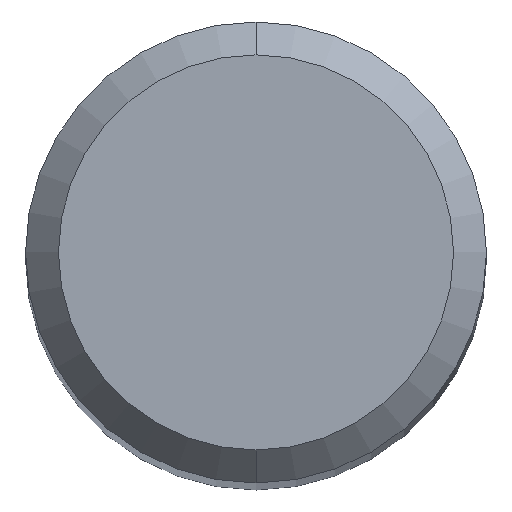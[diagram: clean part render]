
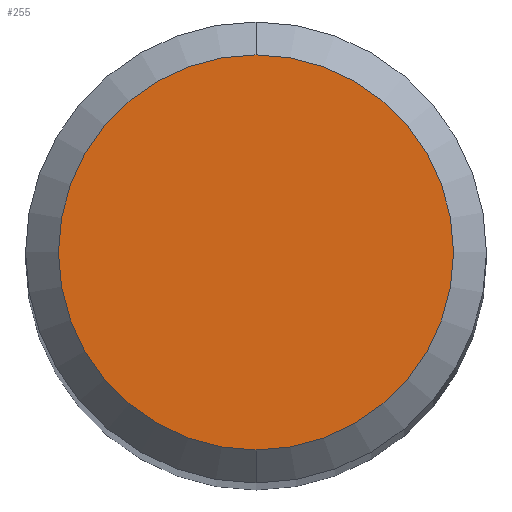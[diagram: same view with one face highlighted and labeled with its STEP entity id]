
A CAD part, top view. The second image highlights one B-rep face of the part: STEP entity #255.
In plain terms, the highlighted planar face has unit normal (0, 0, 1).
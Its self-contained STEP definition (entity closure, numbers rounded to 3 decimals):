
#255=ADVANCED_FACE('',(#646),#647,.T.);
#269=EDGE_CURVE('',#331,#439,#661,.T.);
#331=VERTEX_POINT('',#727);
#439=VERTEX_POINT('',#850);
#549=EDGE_CURVE('',#439,#331,#973,.T.);
#646=FACE_OUTER_BOUND('',#1123,.T.);
#647=PLANE('',#1124);
#661=CIRCLE('',#1170,1.8);
#727=CARTESIAN_POINT('',(0.,-1.8,0.0));
#850=CARTESIAN_POINT('',(0.0,1.8,0.0));
#973=CIRCLE('',#1703,1.8);
#1123=EDGE_LOOP('',(#1825,#1826));
#1124=AXIS2_PLACEMENT_3D('',#1827,#1828,#1829);
#1170=AXIS2_PLACEMENT_3D('',#1832,#1833,#1834);
#1703=AXIS2_PLACEMENT_3D('',#2204,#2205,#2206);
#1825=ORIENTED_EDGE('',*,*,#549,.F.);
#1826=ORIENTED_EDGE('',*,*,#269,.F.);
#1827=CARTESIAN_POINT('',(0.0,0.9,0.0));
#1828=DIRECTION('',(-0.0,0.0,1.0));
#1829=DIRECTION('',(0.0,-1.0,0.0));
#1832=CARTESIAN_POINT('',(0.0,0.0,0.0));
#1833=DIRECTION('',(0.0,0.0,-1.0));
#1834=DIRECTION('',(0.0,1.0,0.0));
#2204=CARTESIAN_POINT('',(0.0,0.0,0.0));
#2205=DIRECTION('',(0.0,0.0,-1.0));
#2206=DIRECTION('',(0.0,1.0,0.0));
